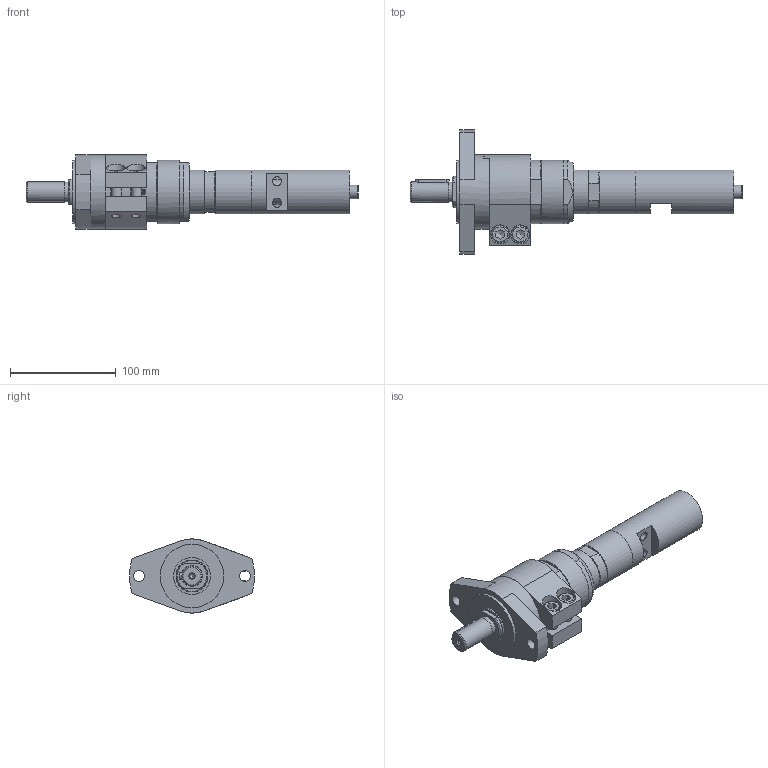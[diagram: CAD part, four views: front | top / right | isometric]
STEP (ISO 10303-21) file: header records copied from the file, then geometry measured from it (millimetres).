
FILE_DESCRIPTION(/* description */ (''),/* implementation_level */ '2;1');
FILE_NAME(/* name */ 'MUB 23-40 F100_60031775.stp',/* time_stamp */ '2019-05-23T14:45:05+02:00',/* author */ ('flambert'),/* organization */ (''),/* preprocessor_version */ 'ST-DEVELOPER v17',/* originating_system */ 'Autodesk Inventor 2018',/* authorisation */ '');
FILE_SCHEMA (('AUTOMOTIVE_DESIGN { 1 0 10303 214 3 1 1 }'));
Length unit declared in the file: millimetre
Products named in the file (1): MUB 23-40 F100_60031775
Bounding box: 313.5 x 118 x 70 mm (x, y, z)
Volume: 642000.3 mm3; surface area: 80691.1 mm2
Topology: 1 solids, 9 shells, 254 faces, 686 edges, 473 vertices
Faces by surface type: plane 124, cylinder 83, cone 33, torus 12, sphere 2
Full cylindrical faces by diameter (mm): 1.55 x2, 2 x2, 3.6 x1, 4 x1, 4.134 x1, 5 x1, 5.5 x1, 8 x1, 8.376 x2, 8.5 x1, 8.566 x2, 10 x2, 10.3 x2, 10.5 x2, 13 x1, 16 x2, 18 x2, 18.8 x1, 19 x1, 29.95 x1, 35 x1, 36.5 x1, 38.638 x1, 39 x1, 39.5 x1, 40 x1, 41.5 x3, 42 x1, 55.178 x1, 60 x2
Entity records: 8833 total; most frequent: CARTESIAN_POINT 1807, DIRECTION 1487, ORIENTED_EDGE 1364, EDGE_CURVE 682, AXIS2_PLACEMENT_3D 617, VERTEX_POINT 473, CIRCLE 358, EDGE_LOOP 305
